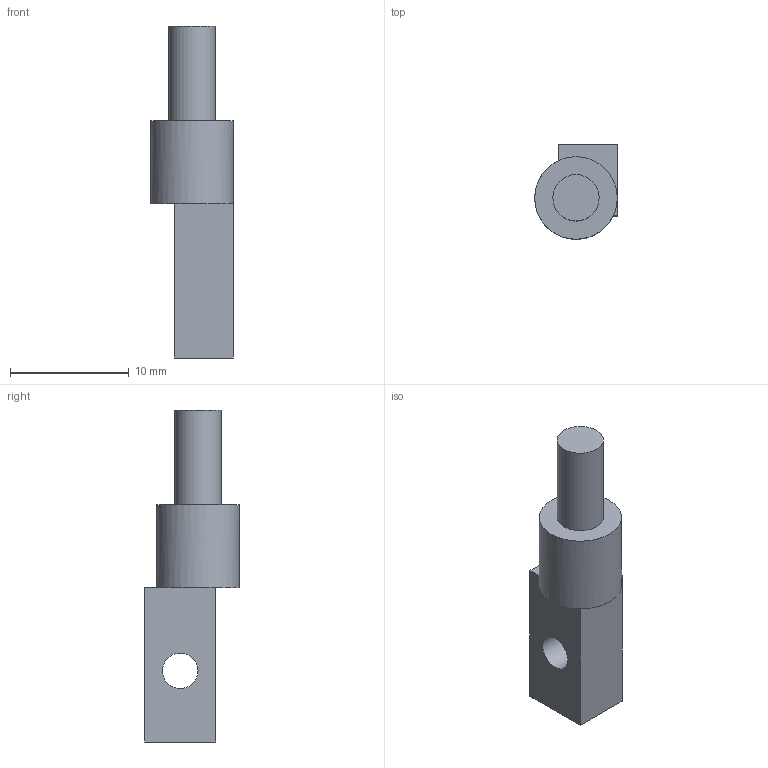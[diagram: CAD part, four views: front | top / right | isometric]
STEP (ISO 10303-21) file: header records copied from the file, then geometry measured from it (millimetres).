
FILE_DESCRIPTION(/* description */ (''),/* implementation_level */ '2;1');
FILE_NAME(/* name */ 'Pice_1 v1.step',/* time_stamp */ '2023-05-16T20:13:55+02:00',/* author */ (''),/* organization */ (''),/* preprocessor_version */ 'ST-DEVELOPER v19.2',/* originating_system */ 'Autodesk Translation Framework v12.4.0.73',/* authorisation */ '');
FILE_SCHEMA (('AUTOMOTIVE_DESIGN { 1 0 10303 214 3 1 1 }'));
Length unit declared in the file: millimetre
Products named in the file (1): Pièce_1
Bounding box: 6.96 x 7.98 x 28 mm (x, y, z)
Volume: 715.5 mm3; surface area: 661.7 mm2
Topology: 1 solids, 1 shells, 13 faces, 26 edges, 16 vertices
Faces by surface type: plane 10, cylinder 3
Full cylindrical faces by diameter (mm): 3 x1, 3.908 x1, 6.96 x1
Entity records: 373 total; most frequent: DIRECTION 62, CARTESIAN_POINT 56, ORIENTED_EDGE 52, EDGE_CURVE 26, AXIS2_PLACEMENT_3D 22, LINE 18, VECTOR 18, EDGE_LOOP 16
